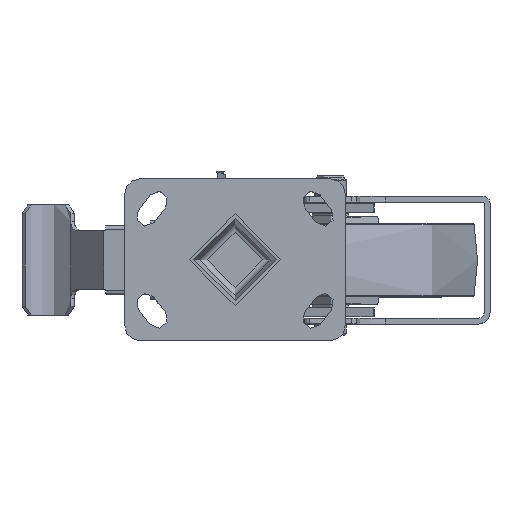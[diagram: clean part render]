
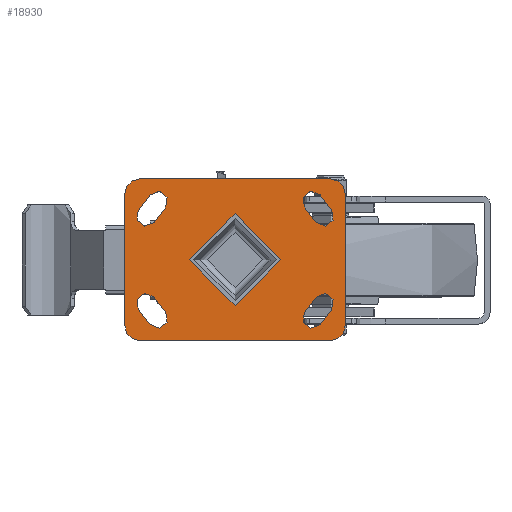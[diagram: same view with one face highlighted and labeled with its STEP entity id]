
A CAD part, top view. The second image highlights one B-rep face of the part: STEP entity #18930.
In plain terms, the highlighted planar face has unit normal (0, 0, 1).
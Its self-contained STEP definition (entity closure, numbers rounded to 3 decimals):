
#743=FACE_BOUND('',#3404,.T.);
#744=FACE_BOUND('',#3405,.T.);
#745=FACE_BOUND('',#3406,.T.);
#746=FACE_BOUND('',#3407,.T.);
#747=FACE_BOUND('',#3408,.T.);
#956=PLANE('',#20505);
#2264=FACE_OUTER_BOUND('',#3403,.T.);
#3403=EDGE_LOOP('',(#12932,#12933,#12934,#12935,#12936,#12937,#12938,#12939));
#3404=EDGE_LOOP('',(#12940,#12941,#12942,#12943));
#3405=EDGE_LOOP('',(#12944,#12945,#12946,#12947));
#3406=EDGE_LOOP('',(#12948,#12949,#12950,#12951));
#3407=EDGE_LOOP('',(#12952,#12953,#12954,#12955));
#3408=EDGE_LOOP('',(#12956));
#4752=LINE('',#27141,#6122);
#4754=LINE('',#27144,#6124);
#4761=LINE('',#27153,#6131);
#4763=LINE('',#27156,#6133);
#4764=LINE('',#27158,#6134);
#4765=LINE('',#27159,#6135);
#4766=LINE('',#27160,#6136);
#4767=LINE('',#27161,#6137);
#4768=LINE('',#27162,#6138);
#4769=LINE('',#27163,#6139);
#4770=LINE('',#27164,#6140);
#4771=LINE('',#27165,#6141);
#6122=VECTOR('',#22313,1000.);
#6124=VECTOR('',#22317,1000.);
#6131=VECTOR('',#22328,1000.);
#6133=VECTOR('',#22332,1000.);
#6134=VECTOR('',#22335,1000.);
#6135=VECTOR('',#22336,1000.);
#6136=VECTOR('',#22337,1000.);
#6137=VECTOR('',#22338,1000.);
#6138=VECTOR('',#22339,1000.);
#6139=VECTOR('',#22340,1000.);
#6140=VECTOR('',#22341,1000.);
#6141=VECTOR('',#22342,1000.);
#7463=CIRCLE('',#20437,31.25);
#7465=CIRCLE('',#20440,6.75);
#7468=CIRCLE('',#20444,6.75);
#7477=CIRCLE('',#20457,10.);
#7479=CIRCLE('',#20460,10.);
#7481=CIRCLE('',#20463,10.);
#7483=CIRCLE('',#20466,10.);
#7496=CIRCLE('',#20484,6.75);
#7497=CIRCLE('',#20486,6.75);
#7500=CIRCLE('',#20490,6.75);
#7501=CIRCLE('',#20492,6.75);
#7504=CIRCLE('',#20496,6.75);
#7505=CIRCLE('',#20498,6.75);
#8092=VERTEX_POINT('',#26952);
#8094=VERTEX_POINT('',#26958);
#8095=VERTEX_POINT('',#26959);
#8100=VERTEX_POINT('',#26970);
#8101=VERTEX_POINT('',#26972);
#8108=VERTEX_POINT('',#26994);
#8109=VERTEX_POINT('',#26995);
#8112=VERTEX_POINT('',#27003);
#8113=VERTEX_POINT('',#27004);
#8116=VERTEX_POINT('',#27012);
#8117=VERTEX_POINT('',#27013);
#8120=VERTEX_POINT('',#27021);
#8121=VERTEX_POINT('',#27022);
#8136=VERTEX_POINT('',#27089);
#8137=VERTEX_POINT('',#27091);
#8138=VERTEX_POINT('',#27095);
#8139=VERTEX_POINT('',#27096);
#8144=VERTEX_POINT('',#27107);
#8145=VERTEX_POINT('',#27109);
#8146=VERTEX_POINT('',#27113);
#8147=VERTEX_POINT('',#27114);
#8152=VERTEX_POINT('',#27125);
#8153=VERTEX_POINT('',#27127);
#8154=VERTEX_POINT('',#27131);
#8155=VERTEX_POINT('',#27132);
#9972=EDGE_CURVE('',#8092,#8092,#7463,.T.);
#9975=EDGE_CURVE('',#8094,#8095,#7465,.T.);
#9981=EDGE_CURVE('',#8101,#8100,#7468,.T.);
#9992=EDGE_CURVE('',#8108,#8109,#7477,.T.);
#9996=EDGE_CURVE('',#8112,#8113,#7479,.T.);
#10000=EDGE_CURVE('',#8116,#8117,#7481,.T.);
#10004=EDGE_CURVE('',#8120,#8121,#7483,.T.);
#10024=EDGE_CURVE('',#8137,#8136,#7496,.T.);
#10026=EDGE_CURVE('',#8138,#8139,#7497,.T.);
#10032=EDGE_CURVE('',#8145,#8144,#7500,.T.);
#10034=EDGE_CURVE('',#8146,#8147,#7501,.T.);
#10040=EDGE_CURVE('',#8153,#8152,#7504,.T.);
#10042=EDGE_CURVE('',#8154,#8155,#7505,.T.);
#10047=EDGE_CURVE('',#8152,#8154,#4752,.T.);
#10049=EDGE_CURVE('',#8155,#8153,#4754,.T.);
#10056=EDGE_CURVE('',#8100,#8146,#4761,.T.);
#10058=EDGE_CURVE('',#8147,#8101,#4763,.T.);
#10059=EDGE_CURVE('',#8117,#8120,#4764,.T.);
#10060=EDGE_CURVE('',#8109,#8116,#4765,.T.);
#10061=EDGE_CURVE('',#8113,#8108,#4766,.T.);
#10062=EDGE_CURVE('',#8121,#8112,#4767,.T.);
#10063=EDGE_CURVE('',#8139,#8145,#4768,.T.);
#10064=EDGE_CURVE('',#8144,#8138,#4769,.T.);
#10065=EDGE_CURVE('',#8136,#8094,#4770,.T.);
#10066=EDGE_CURVE('',#8095,#8137,#4771,.T.);
#12932=ORIENTED_EDGE('',*,*,#10004,.F.);
#12933=ORIENTED_EDGE('',*,*,#10059,.F.);
#12934=ORIENTED_EDGE('',*,*,#10000,.F.);
#12935=ORIENTED_EDGE('',*,*,#10060,.F.);
#12936=ORIENTED_EDGE('',*,*,#9992,.F.);
#12937=ORIENTED_EDGE('',*,*,#10061,.F.);
#12938=ORIENTED_EDGE('',*,*,#9996,.F.);
#12939=ORIENTED_EDGE('',*,*,#10062,.F.);
#12940=ORIENTED_EDGE('',*,*,#10063,.T.);
#12941=ORIENTED_EDGE('',*,*,#10032,.T.);
#12942=ORIENTED_EDGE('',*,*,#10064,.T.);
#12943=ORIENTED_EDGE('',*,*,#10026,.T.);
#12944=ORIENTED_EDGE('',*,*,#10047,.T.);
#12945=ORIENTED_EDGE('',*,*,#10042,.T.);
#12946=ORIENTED_EDGE('',*,*,#10049,.T.);
#12947=ORIENTED_EDGE('',*,*,#10040,.T.);
#12948=ORIENTED_EDGE('',*,*,#10058,.T.);
#12949=ORIENTED_EDGE('',*,*,#9981,.T.);
#12950=ORIENTED_EDGE('',*,*,#10056,.T.);
#12951=ORIENTED_EDGE('',*,*,#10034,.T.);
#12952=ORIENTED_EDGE('',*,*,#10065,.T.);
#12953=ORIENTED_EDGE('',*,*,#9975,.T.);
#12954=ORIENTED_EDGE('',*,*,#10066,.T.);
#12955=ORIENTED_EDGE('',*,*,#10024,.T.);
#12956=ORIENTED_EDGE('',*,*,#9972,.T.);
#18930=ADVANCED_FACE('',(#2264,#743,#744,#745,#746,#747),#956,.T.);
#20437=AXIS2_PLACEMENT_3D('',#26953,#22156,#22157);
#20440=AXIS2_PLACEMENT_3D('',#26960,#22163,#22164);
#20444=AXIS2_PLACEMENT_3D('',#26973,#22174,#22175);
#20457=AXIS2_PLACEMENT_3D('',#26996,#22202,#22203);
#20460=AXIS2_PLACEMENT_3D('',#27005,#22210,#22211);
#20463=AXIS2_PLACEMENT_3D('',#27014,#22218,#22219);
#20466=AXIS2_PLACEMENT_3D('',#27023,#22226,#22227);
#20484=AXIS2_PLACEMENT_3D('',#27092,#22267,#22268);
#20486=AXIS2_PLACEMENT_3D('',#27097,#22272,#22273);
#20490=AXIS2_PLACEMENT_3D('',#27110,#22283,#22284);
#20492=AXIS2_PLACEMENT_3D('',#27115,#22288,#22289);
#20496=AXIS2_PLACEMENT_3D('',#27128,#22299,#22300);
#20498=AXIS2_PLACEMENT_3D('',#27133,#22304,#22305);
#20505=AXIS2_PLACEMENT_3D('',#27157,#22333,#22334);
#22156=DIRECTION('center_axis',(0.,0.,-1.));
#22157=DIRECTION('ref_axis',(1.,0.,0.));
#22163=DIRECTION('center_axis',(0.,0.,-1.));
#22164=DIRECTION('ref_axis',(-1.,0.,0.));
#22174=DIRECTION('center_axis',(0.,0.,-1.));
#22175=DIRECTION('ref_axis',(1.,0.,0.));
#22202=DIRECTION('center_axis',(0.,0.,-1.));
#22203=DIRECTION('ref_axis',(-0.707,0.707,0.));
#22210=DIRECTION('center_axis',(0.,0.,-1.));
#22211=DIRECTION('ref_axis',(-0.707,-0.707,0.));
#22218=DIRECTION('center_axis',(0.,0.,-1.));
#22219=DIRECTION('ref_axis',(0.707,0.707,0.));
#22226=DIRECTION('center_axis',(0.,0.,-1.));
#22227=DIRECTION('ref_axis',(0.707,-0.707,0.));
#22267=DIRECTION('center_axis',(0.,0.,-1.));
#22268=DIRECTION('ref_axis',(-1.,0.,0.));
#22272=DIRECTION('center_axis',(0.,0.,-1.));
#22273=DIRECTION('ref_axis',(1.,0.,0.));
#22283=DIRECTION('center_axis',(0.,0.,-1.));
#22284=DIRECTION('ref_axis',(1.,0.,0.));
#22288=DIRECTION('center_axis',(0.,0.,-1.));
#22289=DIRECTION('ref_axis',(1.,0.,0.));
#22299=DIRECTION('center_axis',(0.,0.,-1.));
#22300=DIRECTION('ref_axis',(-1.,0.,0.));
#22304=DIRECTION('center_axis',(0.,0.,-1.));
#22305=DIRECTION('ref_axis',(-1.,0.,0.));
#22313=DIRECTION('',(-0.606,0.795,0.));
#22317=DIRECTION('',(0.606,-0.795,0.));
#22328=DIRECTION('',(0.606,0.795,0.));
#22332=DIRECTION('',(-0.606,-0.795,0.));
#22333=DIRECTION('center_axis',(0.,0.,1.));
#22334=DIRECTION('ref_axis',(1.,0.,0.));
#22335=DIRECTION('',(0.,-1.,0.));
#22336=DIRECTION('',(1.,0.,0.));
#22337=DIRECTION('',(0.,1.,0.));
#22338=DIRECTION('',(-1.,0.,0.));
#22339=DIRECTION('',(-0.606,0.795,0.));
#22340=DIRECTION('',(0.606,-0.795,0.));
#22341=DIRECTION('',(-0.606,-0.795,0.));
#22342=DIRECTION('',(0.606,0.795,0.));
#26952=CARTESIAN_POINT('',(-31.25,0.,0.));
#26953=CARTESIAN_POINT('Origin',(0.,0.,0.));
#26958=CARTESIAN_POINT('',(57.869,-44.091,0.));
#26959=CARTESIAN_POINT('',(47.131,-35.909,0.));
#26960=CARTESIAN_POINT('Origin',(52.5,-40.,0.));
#26970=CARTESIAN_POINT('',(-65.869,33.591,0.));
#26972=CARTESIAN_POINT('',(-55.131,25.409,0.));
#26973=CARTESIAN_POINT('Origin',(-60.5,29.5,0.));
#26994=CARTESIAN_POINT('',(-75.,45.,0.));
#26995=CARTESIAN_POINT('',(-65.,55.,0.));
#26996=CARTESIAN_POINT('Origin',(-65.,45.,0.));
#27003=CARTESIAN_POINT('',(-65.,-55.,0.));
#27004=CARTESIAN_POINT('',(-75.,-45.,0.));
#27005=CARTESIAN_POINT('Origin',(-65.,-45.,0.));
#27012=CARTESIAN_POINT('',(65.,55.,0.));
#27013=CARTESIAN_POINT('',(75.,45.,0.));
#27014=CARTESIAN_POINT('Origin',(65.,45.,0.));
#27021=CARTESIAN_POINT('',(75.,-45.,0.));
#27022=CARTESIAN_POINT('',(65.,-55.,0.));
#27023=CARTESIAN_POINT('Origin',(65.,-45.,0.));
#27089=CARTESIAN_POINT('',(65.869,-33.591,0.));
#27091=CARTESIAN_POINT('',(55.131,-25.409,0.));
#27092=CARTESIAN_POINT('Origin',(60.5,-29.5,0.));
#27095=CARTESIAN_POINT('',(-47.131,-35.909,0.));
#27096=CARTESIAN_POINT('',(-57.869,-44.091,0.));
#27097=CARTESIAN_POINT('Origin',(-52.5,-40.,0.));
#27107=CARTESIAN_POINT('',(-55.131,-25.409,0.));
#27109=CARTESIAN_POINT('',(-65.869,-33.591,0.));
#27110=CARTESIAN_POINT('Origin',(-60.5,-29.5,0.));
#27113=CARTESIAN_POINT('',(-57.869,44.091,0.));
#27114=CARTESIAN_POINT('',(-47.131,35.909,0.));
#27115=CARTESIAN_POINT('Origin',(-52.5,40.,0.));
#27125=CARTESIAN_POINT('',(55.131,25.409,0.));
#27127=CARTESIAN_POINT('',(65.869,33.591,0.));
#27128=CARTESIAN_POINT('Origin',(60.5,29.5,0.));
#27131=CARTESIAN_POINT('',(47.131,35.909,0.));
#27132=CARTESIAN_POINT('',(57.869,44.091,0.));
#27133=CARTESIAN_POINT('Origin',(52.5,40.,0.));
#27141=CARTESIAN_POINT('',(49.131,33.284,0.));
#27144=CARTESIAN_POINT('',(59.869,41.466,0.));
#27153=CARTESIAN_POINT('',(-59.869,41.466,0.));
#27156=CARTESIAN_POINT('',(-49.131,33.284,0.));
#27157=CARTESIAN_POINT('Origin',(0.,0.,0.));
#27158=CARTESIAN_POINT('',(75.,55.,0.));
#27159=CARTESIAN_POINT('',(-75.,55.,0.));
#27160=CARTESIAN_POINT('',(-75.,-55.,0.));
#27161=CARTESIAN_POINT('',(75.,-55.,0.));
#27162=CARTESIAN_POINT('',(-59.869,-41.466,0.));
#27163=CARTESIAN_POINT('',(-49.131,-33.284,0.));
#27164=CARTESIAN_POINT('',(59.869,-41.466,0.));
#27165=CARTESIAN_POINT('',(49.131,-33.284,0.));
